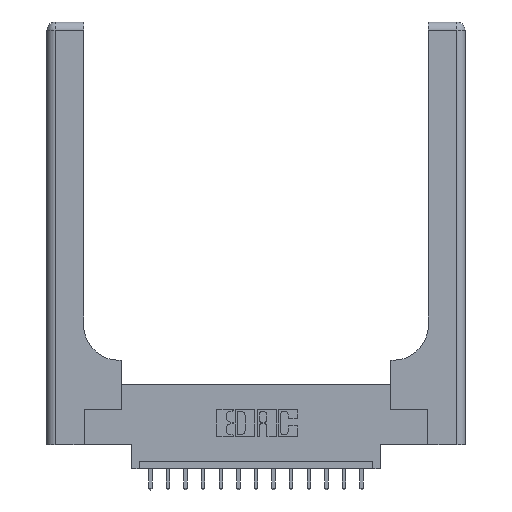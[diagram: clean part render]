
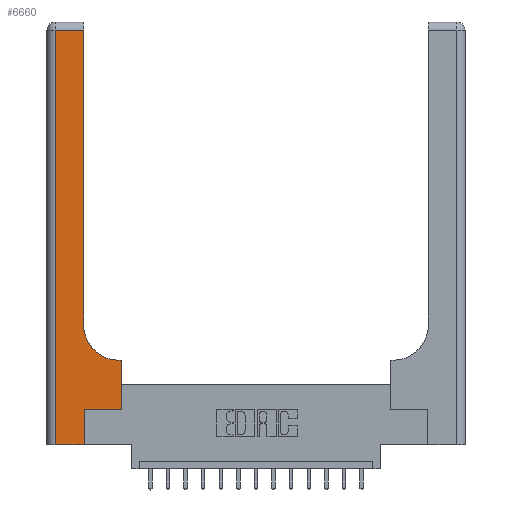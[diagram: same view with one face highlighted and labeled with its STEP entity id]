
A CAD part, top view. The second image highlights one B-rep face of the part: STEP entity #6660.
In plain terms, the highlighted planar face has unit normal (0, 0, 1).
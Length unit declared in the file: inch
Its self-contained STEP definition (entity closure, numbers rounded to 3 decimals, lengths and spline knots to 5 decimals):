
#85 = VERTEX_POINT ( 'NONE', #12539 ) ;
#399 = VECTOR ( 'NONE', #6701, 39.37008 ) ;
#949 = EDGE_CURVE ( 'NONE', #12480, #16962, #12593, .T. ) ;
#1304 = ORIENTED_EDGE ( 'NONE', *, *, #10158, .T. ) ;
#1476 = CARTESIAN_POINT ( 'NONE',  ( 0.528, 0.25, 0.37 ) ) ;
#1477 = VERTEX_POINT ( 'NONE', #10751 ) ;
#1612 = VERTEX_POINT ( 'NONE', #12881 ) ;
#2440 = AXIS2_PLACEMENT_3D ( 'NONE', #9146, #9317, #17131 ) ;
#3068 = EDGE_CURVE ( 'NONE', #85, #1477, #16273, .T. ) ;
#3372 = CARTESIAN_POINT ( 'NONE',  ( 0.265, 0.25, 0.37 ) ) ;
#3612 = ORIENTED_EDGE ( 'NONE', *, *, #3068, .T. ) ;
#3724 = CARTESIAN_POINT ( 'NONE',  ( 0.265, 0.25, 0.37 ) ) ;
#4085 = VERTEX_POINT ( 'NONE', #16950 ) ;
#4152 = CARTESIAN_POINT ( 'NONE',  ( 0., 0., 0.37 ) ) ;
#4570 = ORIENTED_EDGE ( 'NONE', *, *, #15610, .T. ) ;
#4810 = DIRECTION ( 'NONE',  ( -1., 0., 0. ) ) ;
#4831 = LINE ( 'NONE', #14253, #16088 ) ;
#4840 = CARTESIAN_POINT ( 'NONE',  ( 0.265, 0., 0.37 ) ) ;
#4868 = VECTOR ( 'NONE', #6259, 39.37008 ) ;
#4933 = ORIENTED_EDGE ( 'NONE', *, *, #7350, .T. ) ;
#4935 = CIRCLE ( 'NONE', #2440, 0.25 ) ;
#5135 = DIRECTION ( 'NONE',  ( -1., 0., 0. ) ) ;
#5223 = CARTESIAN_POINT ( 'NONE',  ( 0., 3., 0.37 ) ) ;
#5427 = EDGE_CURVE ( 'NONE', #1477, #12480, #8523, .T. ) ;
#5843 = EDGE_LOOP ( 'NONE', ( #5982, #1304, #3612, #12927, #9243, #4933, #16845, #4570, #10004 ) ) ;
#5982 = ORIENTED_EDGE ( 'NONE', *, *, #6125, .T. ) ;
#6125 = EDGE_CURVE ( 'NONE', #15902, #15466, #8691, .T. ) ;
#6259 = DIRECTION ( 'NONE',  ( -1., 0., 0. ) ) ;
#6376 = VECTOR ( 'NONE', #10699, 39.37008 ) ;
#6428 = FACE_OUTER_BOUND ( 'NONE', #5843, .T. ) ;
#6497 = CARTESIAN_POINT ( 'NONE',  ( 0.06, 3., 0.37 ) ) ;
#6660 = ADVANCED_FACE ( 'NONE', ( #6428 ), #8735, .F. ) ;
#6701 = DIRECTION ( 'NONE',  ( 1., 0., 0. ) ) ;
#7350 = EDGE_CURVE ( 'NONE', #16962, #8131, #13242, .T. ) ;
#7923 = DIRECTION ( 'NONE',  ( 0., -1., 0. ) ) ;
#8080 = EDGE_CURVE ( 'NONE', #8131, #4085, #17017, .T. ) ;
#8084 = VECTOR ( 'NONE', #12358, 39.37008 ) ;
#8131 = VERTEX_POINT ( 'NONE', #1476 ) ;
#8469 = CARTESIAN_POINT ( 'NONE',  ( 0.26, 3., 0.37 ) ) ;
#8523 = LINE ( 'NONE', #4152, #399 ) ;
#8691 = LINE ( 'NONE', #8469, #8084 ) ;
#8735 = PLANE ( 'NONE',  #9135 ) ;
#8796 = LINE ( 'NONE', #16882, #4868 ) ;
#8947 = VECTOR ( 'NONE', #7923, 39.37008 ) ;
#9064 = VECTOR ( 'NONE', #9762, 39.37008 ) ;
#9135 = AXIS2_PLACEMENT_3D ( 'NONE', #5223, #12754, #4810 ) ;
#9146 = CARTESIAN_POINT ( 'NONE',  ( 0.51, 0.85, 0.37 ) ) ;
#9243 = ORIENTED_EDGE ( 'NONE', *, *, #949, .T. ) ;
#9317 = DIRECTION ( 'NONE',  ( 0., 0., -1. ) ) ;
#9464 = CARTESIAN_POINT ( 'NONE',  ( 0.265, 0., 0.37 ) ) ;
#9468 = CARTESIAN_POINT ( 'NONE',  ( 0.26, 0.85, 0.37 ) ) ;
#9762 = DIRECTION ( 'NONE',  ( 1., 0., 0. ) ) ;
#10004 = ORIENTED_EDGE ( 'NONE', *, *, #13422, .T. ) ;
#10158 = EDGE_CURVE ( 'NONE', #15466, #85, #4831, .T. ) ;
#10699 = DIRECTION ( 'NONE',  ( 0., 1., 0. ) ) ;
#10751 = CARTESIAN_POINT ( 'NONE',  ( 0.06, 0., 0.37 ) ) ;
#10754 = CARTESIAN_POINT ( 'NONE',  ( 0.528, 0.25, 0.37 ) ) ;
#12358 = DIRECTION ( 'NONE',  ( 0., 1., 0. ) ) ;
#12480 = VERTEX_POINT ( 'NONE', #4840 ) ;
#12539 = CARTESIAN_POINT ( 'NONE',  ( 0.06, 2.94, 0.37 ) ) ;
#12593 = LINE ( 'NONE', #9464, #12787 ) ;
#12754 = DIRECTION ( 'NONE',  ( 0., 0., -1. ) ) ;
#12787 = VECTOR ( 'NONE', #14913, 39.37008 ) ;
#12881 = CARTESIAN_POINT ( 'NONE',  ( 0.51, 0.6, 0.37 ) ) ;
#12927 = ORIENTED_EDGE ( 'NONE', *, *, #5427, .T. ) ;
#13242 = LINE ( 'NONE', #3372, #9064 ) ;
#13422 = EDGE_CURVE ( 'NONE', #1612, #15902, #4935, .T. ) ;
#14253 = CARTESIAN_POINT ( 'NONE',  ( 0., 2.94, 0.37 ) ) ;
#14913 = DIRECTION ( 'NONE',  ( 0., 1., 0. ) ) ;
#15466 = VERTEX_POINT ( 'NONE', #16589 ) ;
#15610 = EDGE_CURVE ( 'NONE', #4085, #1612, #8796, .T. ) ;
#15902 = VERTEX_POINT ( 'NONE', #9468 ) ;
#16088 = VECTOR ( 'NONE', #5135, 39.37008 ) ;
#16273 = LINE ( 'NONE', #6497, #8947 ) ;
#16589 = CARTESIAN_POINT ( 'NONE',  ( 0.26, 2.94, 0.37 ) ) ;
#16845 = ORIENTED_EDGE ( 'NONE', *, *, #8080, .T. ) ;
#16882 = CARTESIAN_POINT ( 'NONE',  ( 0.26, 0.6, 0.37 ) ) ;
#16950 = CARTESIAN_POINT ( 'NONE',  ( 0.528, 0.6, 0.37 ) ) ;
#16962 = VERTEX_POINT ( 'NONE', #3724 ) ;
#17017 = LINE ( 'NONE', #10754, #6376 ) ;
#17131 = DIRECTION ( 'NONE',  ( 1., 0., 0. ) ) ;
